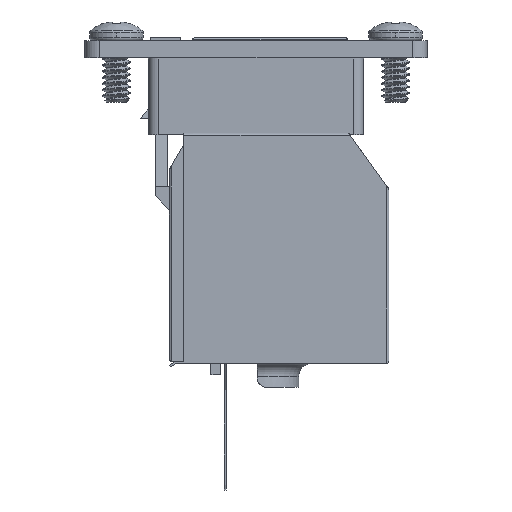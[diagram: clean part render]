
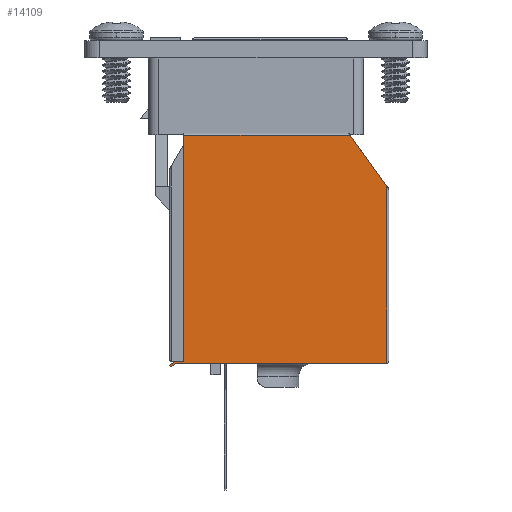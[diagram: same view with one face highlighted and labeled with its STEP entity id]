
A CAD part, left-side view. The second image highlights one B-rep face of the part: STEP entity #14109.
In plain terms, the highlighted face is planar.
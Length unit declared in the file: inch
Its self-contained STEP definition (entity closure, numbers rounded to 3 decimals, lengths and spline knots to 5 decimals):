
#1232 = VECTOR ( 'NONE', #18680, 39.37008 ) ;
#1849 = CARTESIAN_POINT ( 'NONE',  ( -0.46247, 0., 0.47244 ) ) ;
#2295 = LINE ( 'NONE', #14847, #18161 ) ;
#2467 = EDGE_CURVE ( 'NONE', #22769, #24342, #8023, .T. ) ;
#2778 = VERTEX_POINT ( 'NONE', #8054 ) ;
#2821 = EDGE_CURVE ( 'NONE', #10423, #15228, #32568, .T. ) ;
#4054 = EDGE_CURVE ( 'NONE', #26157, #13313, #18610, .T. ) ;
#4177 = CARTESIAN_POINT ( 'NONE',  ( -0.47047, 0., 0.47244 ) ) ;
#4322 = CARTESIAN_POINT ( 'NONE',  ( -0.24213, 0.83858, 0.47244 ) ) ;
#4368 = EDGE_CURVE ( 'NONE', #2778, #26157, #2295, .T. ) ;
#5243 = VECTOR ( 'NONE', #30145, 39.37008 ) ;
#5743 = DIRECTION ( 'NONE',  ( -1., 0., 0. ) ) ;
#5917 = CARTESIAN_POINT ( 'NONE',  ( -0.46247, 0.83858, 0.47244 ) ) ;
#5975 = CARTESIAN_POINT ( 'NONE',  ( 0.47047, -0.0295, 0.47244 ) ) ;
#6349 = LINE ( 'NONE', #11509, #25001 ) ;
#7213 = CARTESIAN_POINT ( 'NONE',  ( 0.46247, -0.03165, 0.47244 ) ) ;
#8023 = LINE ( 'NONE', #7213, #5243 ) ;
#8054 = CARTESIAN_POINT ( 'NONE',  ( 0.4783, -0.05906, 0.47244 ) ) ;
#9740 = CARTESIAN_POINT ( 'NONE',  ( 0.4783, -0.05906, 0.47244 ) ) ;
#10423 = VERTEX_POINT ( 'NONE', #29402 ) ;
#10630 = PLANE ( 'NONE',  #29092 ) ;
#11215 = VECTOR ( 'NONE', #30221, 39.37008 ) ;
#11402 = ORIENTED_EDGE ( 'NONE', *, *, #31977, .T. ) ;
#11509 = CARTESIAN_POINT ( 'NONE',  ( 0.47047, 0.83858, 0.47244 ) ) ;
#11901 = VECTOR ( 'NONE', #26379, 39.37008 ) ;
#12584 = EDGE_LOOP ( 'NONE', ( #17318, #12674, #15493, #11402, #18255, #19056, #25803, #23481, #32313 ) ) ;
#12674 = ORIENTED_EDGE ( 'NONE', *, *, #16805, .F. ) ;
#13066 = DIRECTION ( 'NONE',  ( 0., 0., -1. ) ) ;
#13265 = CARTESIAN_POINT ( 'NONE',  ( 0.46247, -0.03165, 0.47244 ) ) ;
#13313 = VERTEX_POINT ( 'NONE', #5975 ) ;
#13950 = LINE ( 'NONE', #9740, #11215 ) ;
#14073 = CARTESIAN_POINT ( 'NONE',  ( 0.47047, 0.83058, 0.47244 ) ) ;
#14109 = ADVANCED_FACE ( 'NONE', ( #28053 ), #10630, .F. ) ;
#14329 = EDGE_CURVE ( 'NONE', #15228, #22769, #25286, .T. ) ;
#14847 = CARTESIAN_POINT ( 'NONE',  ( 0.48522, -0.05506, 0.47244 ) ) ;
#15173 = VERTEX_POINT ( 'NONE', #14073 ) ;
#15228 = VERTEX_POINT ( 'NONE', #1849 ) ;
#15493 = ORIENTED_EDGE ( 'NONE', *, *, #21956, .T. ) ;
#16473 = EDGE_CURVE ( 'NONE', #24342, #2778, #13950, .T. ) ;
#16805 = EDGE_CURVE ( 'NONE', #15173, #13313, #6349, .T. ) ;
#16852 = DIRECTION ( 'NONE',  ( -0.812, -0.584, 0. ) ) ;
#17318 = ORIENTED_EDGE ( 'NONE', *, *, #4054, .T. ) ;
#17706 = VERTEX_POINT ( 'NONE', #28289 ) ;
#18161 = VECTOR ( 'NONE', #22586, 39.37008 ) ;
#18202 = VECTOR ( 'NONE', #5743, 39.37008 ) ;
#18255 = ORIENTED_EDGE ( 'NONE', *, *, #2821, .T. ) ;
#18610 = LINE ( 'NONE', #31482, #11901 ) ;
#18680 = DIRECTION ( 'NONE',  ( 0., -1., 0. ) ) ;
#18969 = CARTESIAN_POINT ( 'NONE',  ( 0.48522, -0.05506, 0.47244 ) ) ;
#19056 = ORIENTED_EDGE ( 'NONE', *, *, #14329, .T. ) ;
#20563 = LINE ( 'NONE', #22702, #18202 ) ;
#21766 = VECTOR ( 'NONE', #16852, 39.37008 ) ;
#21956 = EDGE_CURVE ( 'NONE', #15173, #17706, #20563, .T. ) ;
#22586 = DIRECTION ( 'NONE',  ( 0.866, 0.5, 0. ) ) ;
#22702 = CARTESIAN_POINT ( 'NONE',  ( -0.47047, 0.83058, 0.47244 ) ) ;
#22769 = VERTEX_POINT ( 'NONE', #24979 ) ;
#23481 = ORIENTED_EDGE ( 'NONE', *, *, #16473, .T. ) ;
#24342 = VERTEX_POINT ( 'NONE', #13265 ) ;
#24979 = CARTESIAN_POINT ( 'NONE',  ( 0.46247, 0., 0.47244 ) ) ;
#25001 = VECTOR ( 'NONE', #29195, 39.37008 ) ;
#25286 = LINE ( 'NONE', #4177, #26461 ) ;
#25453 = DIRECTION ( 'NONE',  ( -1., 0., 0. ) ) ;
#25666 = CARTESIAN_POINT ( 'NONE',  ( -0.47047, 0.83858, 0.47244 ) ) ;
#25803 = ORIENTED_EDGE ( 'NONE', *, *, #2467, .T. ) ;
#26157 = VERTEX_POINT ( 'NONE', #18969 ) ;
#26379 = DIRECTION ( 'NONE',  ( -0.5, 0.866, 0. ) ) ;
#26461 = VECTOR ( 'NONE', #29640, 39.37008 ) ;
#28053 = FACE_OUTER_BOUND ( 'NONE', #12584, .T. ) ;
#28289 = CARTESIAN_POINT ( 'NONE',  ( -0.25325, 0.83058, 0.47244 ) ) ;
#28478 = LINE ( 'NONE', #4322, #21766 ) ;
#29092 = AXIS2_PLACEMENT_3D ( 'NONE', #25666, #13066, #25453 ) ;
#29195 = DIRECTION ( 'NONE',  ( 0., -1., 0. ) ) ;
#29402 = CARTESIAN_POINT ( 'NONE',  ( -0.46247, 0.68005, 0.47244 ) ) ;
#29640 = DIRECTION ( 'NONE',  ( 1., 0., 0. ) ) ;
#30145 = DIRECTION ( 'NONE',  ( 0., -1., 0. ) ) ;
#30221 = DIRECTION ( 'NONE',  ( 0.5, -0.866, 0. ) ) ;
#31482 = CARTESIAN_POINT ( 'NONE',  ( 0.47047, -0.0295, 0.47244 ) ) ;
#31977 = EDGE_CURVE ( 'NONE', #17706, #10423, #28478, .T. ) ;
#32313 = ORIENTED_EDGE ( 'NONE', *, *, #4368, .T. ) ;
#32568 = LINE ( 'NONE', #5917, #1232 ) ;
